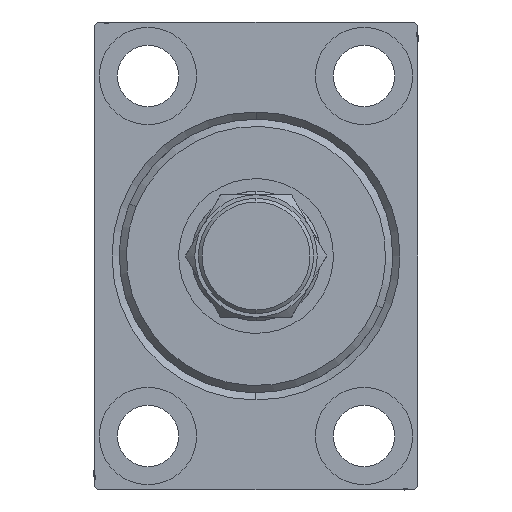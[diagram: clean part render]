
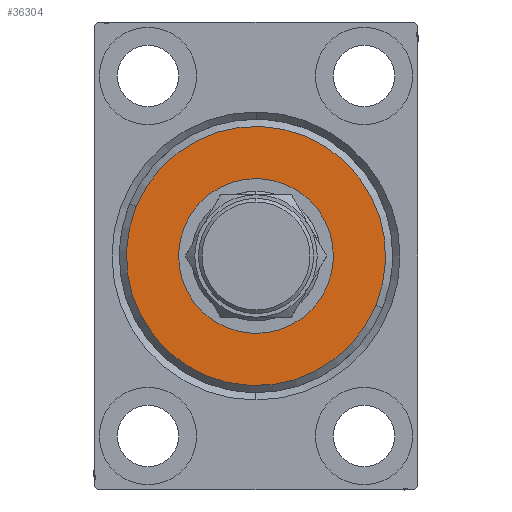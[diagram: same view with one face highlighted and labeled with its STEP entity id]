
A CAD part, left-side view. The second image highlights one B-rep face of the part: STEP entity #36304.
In plain terms, the highlighted face is planar.
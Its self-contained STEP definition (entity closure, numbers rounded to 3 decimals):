
#1521 = DIRECTION ( 'NONE',  ( 1., 0., 0. ) ) ;
#2433 = EDGE_CURVE ( 'NONE', #39357, #32429, #24182, .T. ) ;
#3206 = AXIS2_PLACEMENT_3D ( 'NONE', #33227, #1521, #26114 ) ;
#3541 = CARTESIAN_POINT ( 'NONE',  ( 3., 0., -18. ) ) ;
#6141 = CIRCLE ( 'NONE', #25239, 10.75 ) ;
#8300 = ORIENTED_EDGE ( 'NONE', *, *, #43429, .T. ) ;
#9016 = DIRECTION ( 'NONE',  ( 0., 0., -1. ) ) ;
#9388 = DIRECTION ( 'NONE',  ( 1., 0., 0. ) ) ;
#9894 = DIRECTION ( 'NONE',  ( 0., 0., -1. ) ) ;
#10130 = CARTESIAN_POINT ( 'NONE',  ( 3., 0., 0. ) ) ;
#11103 = DIRECTION ( 'NONE',  ( 0., 0., -1. ) ) ;
#11329 = CARTESIAN_POINT ( 'NONE',  ( 3., 0., 0. ) ) ;
#13063 = DIRECTION ( 'NONE',  ( 0., 0., -1. ) ) ;
#13744 = CARTESIAN_POINT ( 'NONE',  ( 3., 0., 0. ) ) ;
#14096 = DIRECTION ( 'NONE',  ( 1., 0., 0. ) ) ;
#16307 = CARTESIAN_POINT ( 'NONE',  ( 3., 0., 10.75 ) ) ;
#16493 = EDGE_CURVE ( 'NONE', #29723, #33222, #20079, .T. ) ;
#16952 = FACE_BOUND ( 'NONE', #35161, .T. ) ;
#18993 = ORIENTED_EDGE ( 'NONE', *, *, #2433, .T. ) ;
#20079 = CIRCLE ( 'NONE', #3206, 18. ) ;
#21889 = ORIENTED_EDGE ( 'NONE', *, *, #16493, .T. ) ;
#23737 = EDGE_LOOP ( 'NONE', ( #21889, #8300 ) ) ;
#24182 = CIRCLE ( 'NONE', #25657, 10.75 ) ;
#24298 = FACE_OUTER_BOUND ( 'NONE', #23737, .T. ) ;
#25239 = AXIS2_PLACEMENT_3D ( 'NONE', #36598, #29017, #9016 ) ;
#25657 = AXIS2_PLACEMENT_3D ( 'NONE', #10130, #28028, #9894 ) ;
#25947 = AXIS2_PLACEMENT_3D ( 'NONE', #13744, #9388, #13063 ) ;
#26114 = DIRECTION ( 'NONE',  ( 0., 0., -1. ) ) ;
#26119 = AXIS2_PLACEMENT_3D ( 'NONE', #11329, #14096, #11103 ) ;
#26833 = CIRCLE ( 'NONE', #26119, 18. ) ;
#28028 = DIRECTION ( 'NONE',  ( -1., 0., 0. ) ) ;
#28287 = CARTESIAN_POINT ( 'NONE',  ( 3., 0., -10.75 ) ) ;
#29017 = DIRECTION ( 'NONE',  ( -1., 0., 0. ) ) ;
#29723 = VERTEX_POINT ( 'NONE', #45237 ) ;
#32429 = VERTEX_POINT ( 'NONE', #28287 ) ;
#32487 = EDGE_CURVE ( 'NONE', #32429, #39357, #6141, .T. ) ;
#33222 = VERTEX_POINT ( 'NONE', #3541 ) ;
#33227 = CARTESIAN_POINT ( 'NONE',  ( 3., 0., 0. ) ) ;
#33470 = ORIENTED_EDGE ( 'NONE', *, *, #32487, .T. ) ;
#35161 = EDGE_LOOP ( 'NONE', ( #18993, #33470 ) ) ;
#36304 = ADVANCED_FACE ( 'NONE', ( #24298, #16952 ), #38317, .T. ) ;
#36598 = CARTESIAN_POINT ( 'NONE',  ( 3., 0., 0. ) ) ;
#38317 = PLANE ( 'NONE',  #25947 ) ;
#39357 = VERTEX_POINT ( 'NONE', #16307 ) ;
#43429 = EDGE_CURVE ( 'NONE', #33222, #29723, #26833, .T. ) ;
#45237 = CARTESIAN_POINT ( 'NONE',  ( 3., 0., 18. ) ) ;
